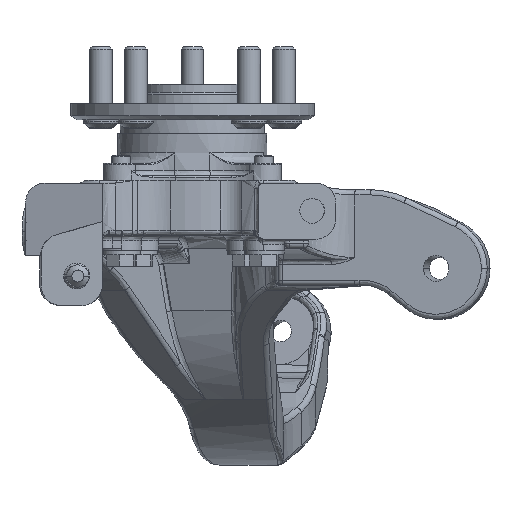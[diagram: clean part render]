
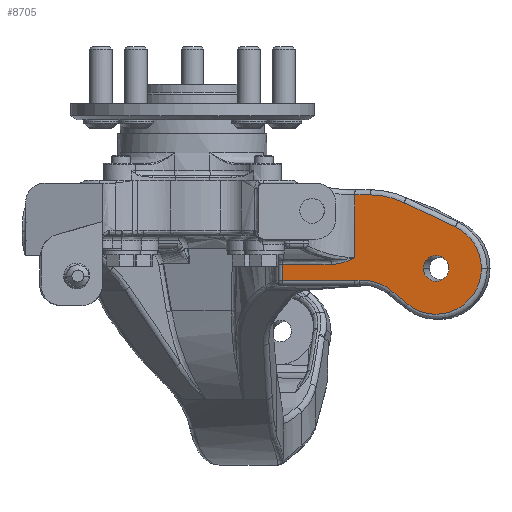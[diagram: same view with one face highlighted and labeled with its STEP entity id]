
A CAD part, front view. The second image highlights one B-rep face of the part: STEP entity #8705.
In plain terms, the highlighted free-form (B-spline) face has degree [1, 1] with [2, 2] control points.
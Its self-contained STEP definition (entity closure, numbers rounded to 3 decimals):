
#1379 = VERTEX_POINT('',#1380);
#1380 = CARTESIAN_POINT('',(113.753,30.818,
    -62.991));
#1394 = VERTEX_POINT('',#1395);
#1395 = CARTESIAN_POINT('',(123.432,29.349,
    -70.876));
#1401 = EDGE_CURVE('',#1379,#1394,#1402,.T.);
#1402 = B_SPLINE_CURVE_WITH_KNOTS('',1,(#1403,#1404),.UNSPECIFIED.,.F.,
  .F.,(2,2),(-67.789,-54.118),.PIECEWISE_BEZIER_KNOTS.);
#1403 = CARTESIAN_POINT('',(113.753,30.818,
    -62.991));
#1404 = CARTESIAN_POINT('',(123.432,29.349,
    -70.876));
#1427 = VERTEX_POINT('',#1428);
#1428 = CARTESIAN_POINT('',(165.702,22.934,
    -50.414));
#1434 = EDGE_CURVE('',#1394,#1427,#1435,.T.);
#1435 = ( BOUNDED_CURVE() B_SPLINE_CURVE(2,(#1436,#1437,#1438),
.UNSPECIFIED.,.F.,.F.) B_SPLINE_CURVE_WITH_KNOTS((3,3),(4.034,
6.283),.PIECEWISE_BEZIER_KNOTS.) CURVE() 
GEOMETRIC_REPRESENTATION_ITEM() RATIONAL_B_SPLINE_CURVE((1.,
0.432,1.)) REPRESENTATION_ITEM('') );
#1436 = CARTESIAN_POINT('',(123.432,29.349,
    -70.876));
#1437 = CARTESIAN_POINT('',(165.702,22.934,
    -105.311));
#1438 = CARTESIAN_POINT('',(165.702,22.934,
    -50.414));
#1538 = VERTEX_POINT('',#1539);
#1539 = CARTESIAN_POINT('',(132.419,27.985,
    -50.414));
#1544 = EDGE_CURVE('',#1545,#1538,#1547,.T.);
#1545 = VERTEX_POINT('',#1546);
#1546 = CARTESIAN_POINT('',(147.032,25.767,
    -50.414));
#1547 = ( BOUNDED_CURVE() B_SPLINE_CURVE(2,(#1548,#1549,#1550,#1551,
#1552),.UNSPECIFIED.,.F.,.F.) B_SPLINE_CURVE_WITH_KNOTS((3,2,3),(0.,
1.571,3.142),.PIECEWISE_BEZIER_KNOTS.) CURVE() 
GEOMETRIC_REPRESENTATION_ITEM() RATIONAL_B_SPLINE_CURVE((1.,
0.707,1.,0.707,1.)) REPRESENTATION_ITEM('') );
#1548 = CARTESIAN_POINT('',(147.032,25.767,
    -50.414));
#1549 = CARTESIAN_POINT('',(147.032,25.767,
    -43.023));
#1550 = CARTESIAN_POINT('',(139.726,26.876,
    -43.023));
#1551 = CARTESIAN_POINT('',(132.419,27.985,
    -43.023));
#1552 = CARTESIAN_POINT('',(132.419,27.985,
    -50.414));
#8614 = VERTEX_POINT('',#8615);
#8615 = CARTESIAN_POINT('',(93.099,33.952,
    -8.261));
#8622 = EDGE_CURVE('',#8623,#8614,#8625,.T.);
#8623 = VERTEX_POINT('',#8624);
#8624 = CARTESIAN_POINT('',(93.099,33.952,
    -44.18));
#8625 = B_SPLINE_CURVE_WITH_KNOTS('',1,(#8626,#8627),.UNSPECIFIED.,.F.,
  .F.,(2,2),(156.737,195.803),.PIECEWISE_BEZIER_KNOTS.);
#8626 = CARTESIAN_POINT('',(93.099,33.952,
    -44.18));
#8627 = CARTESIAN_POINT('',(93.099,33.952,
    -8.261));
#8705 = ADVANCED_FACE('',(#8706,#8793),#8804,.T.);
#8706 = FACE_BOUND('',#8707,.T.);
#8707 = EDGE_LOOP('',(#8708,#8709,#8726,#8735,#8742,#8749,#8756,#8762,
    #8763,#8764,#8772,#8779,#8788));
#8708 = ORIENTED_EDGE('',*,*,#8622,.F.);
#8709 = ORIENTED_EDGE('',*,*,#8710,.T.);
#8710 = EDGE_CURVE('',#8623,#8711,#8713,.T.);
#8711 = VERTEX_POINT('',#8712);
#8712 = CARTESIAN_POINT('',(79.539,36.01,
    -48.041));
#8713 = B_SPLINE_CURVE_WITH_KNOTS('',3,(#8714,#8715,#8716,#8717,#8718,
    #8719,#8720,#8721,#8722,#8723,#8724,#8725),.UNSPECIFIED.,.F.,.F.,(4,
    2,2,2,2,4),(0.,0.004,
    0.006,0.008,0.012,
    0.016),.UNSPECIFIED.);
#8714 = CARTESIAN_POINT('',(93.099,33.952,
    -44.18));
#8715 = CARTESIAN_POINT('',(92.043,34.113,
    -44.734));
#8716 = CARTESIAN_POINT('',(90.968,34.276,
    -45.253));
#8717 = CARTESIAN_POINT('',(89.324,34.525,
    -45.951));
#8718 = CARTESIAN_POINT('',(88.771,34.609,
    -46.17));
#8719 = CARTESIAN_POINT('',(87.653,34.779,
    -46.578));
#8720 = CARTESIAN_POINT('',(87.087,34.865,
    -46.767));
#8721 = CARTESIAN_POINT('',(85.383,35.123,
    -47.281));
#8722 = CARTESIAN_POINT('',(84.235,35.297,
    -47.553));
#8723 = CARTESIAN_POINT('',(81.91,35.65,
    -47.932));
#8724 = CARTESIAN_POINT('',(80.734,35.829,
    -48.039));
#8725 = CARTESIAN_POINT('',(79.539,36.01,
    -48.041));
#8726 = ORIENTED_EDGE('',*,*,#8727,.T.);
#8727 = EDGE_CURVE('',#8711,#8728,#8730,.T.);
#8728 = VERTEX_POINT('',#8729);
#8729 = CARTESIAN_POINT('',(51.582,40.253,
    -48.098));
#8730 = ( BOUNDED_CURVE() B_SPLINE_CURVE(3,(#8731,#8732,#8733,#8734),
.UNSPECIFIED.,.F.,.F.) B_SPLINE_CURVE_WITH_KNOTS((4,4),(5.099,
5.101),.PIECEWISE_BEZIER_KNOTS.) CURVE() 
GEOMETRIC_REPRESENTATION_ITEM() RATIONAL_B_SPLINE_CURVE((1.,
1.,1.,1.)) REPRESENTATION_ITEM('') );
#8731 = CARTESIAN_POINT('',(79.539,36.01,
    -48.041));
#8732 = CARTESIAN_POINT('',(70.217,37.425,
    -48.06));
#8733 = CARTESIAN_POINT('',(60.898,38.839,
    -48.079));
#8734 = CARTESIAN_POINT('',(51.582,40.253,
    -48.098));
#8735 = ORIENTED_EDGE('',*,*,#8736,.T.);
#8736 = EDGE_CURVE('',#8728,#8737,#8739,.T.);
#8737 = VERTEX_POINT('',#8738);
#8738 = CARTESIAN_POINT('',(51.582,40.253,
    -57.442));
#8739 = B_SPLINE_CURVE_WITH_KNOTS('',1,(#8740,#8741),.UNSPECIFIED.,.F.,
  .F.,(2,2),(-13.337,-3.175),.PIECEWISE_BEZIER_KNOTS.);
#8740 = CARTESIAN_POINT('',(51.582,40.253,
    -48.098));
#8741 = CARTESIAN_POINT('',(51.582,40.253,
    -57.442));
#8742 = ORIENTED_EDGE('',*,*,#8743,.T.);
#8743 = EDGE_CURVE('',#8737,#8744,#8746,.T.);
#8744 = VERTEX_POINT('',#8745);
#8745 = CARTESIAN_POINT('',(92.992,33.969,
    -57.442));
#8746 = B_SPLINE_CURVE_WITH_KNOTS('',1,(#8747,#8748),.UNSPECIFIED.,.F.,
  .F.,(2,2),(-45.67,-0.117),.PIECEWISE_BEZIER_KNOTS.);
#8747 = CARTESIAN_POINT('',(51.582,40.253,
    -57.442));
#8748 = CARTESIAN_POINT('',(92.992,33.969,
    -57.442));
#8749 = ORIENTED_EDGE('',*,*,#8750,.T.);
#8750 = EDGE_CURVE('',#8744,#8751,#8753,.T.);
#8751 = VERTEX_POINT('',#8752);
#8752 = CARTESIAN_POINT('',(95.541,33.582,
    -57.251));
#8753 = B_SPLINE_CURVE_WITH_KNOTS('',1,(#8754,#8755),.UNSPECIFIED.,.F.,
  .F.,(2,2),(10.393,13.205),.PIECEWISE_BEZIER_KNOTS.);
#8754 = CARTESIAN_POINT('',(92.992,33.969,
    -57.442));
#8755 = CARTESIAN_POINT('',(95.541,33.582,
    -57.251));
#8756 = ORIENTED_EDGE('',*,*,#8757,.T.);
#8757 = EDGE_CURVE('',#8751,#1379,#8758,.T.);
#8758 = ( BOUNDED_CURVE() B_SPLINE_CURVE(2,(#8759,#8760,#8761),
.UNSPECIFIED.,.F.,.F.) B_SPLINE_CURVE_WITH_KNOTS((3,3),(4.638,
5.39),.PIECEWISE_BEZIER_KNOTS.) CURVE() 
GEOMETRIC_REPRESENTATION_ITEM() RATIONAL_B_SPLINE_CURVE((1.,
0.93,1.)) REPRESENTATION_ITEM('') );
#8759 = CARTESIAN_POINT('',(95.541,33.582,
    -57.251));
#8760 = CARTESIAN_POINT('',(105.767,32.03,
    -56.485));
#8761 = CARTESIAN_POINT('',(113.753,30.818,
    -62.991));
#8762 = ORIENTED_EDGE('',*,*,#1401,.T.);
#8763 = ORIENTED_EDGE('',*,*,#1434,.T.);
#8764 = ORIENTED_EDGE('',*,*,#8765,.T.);
#8765 = EDGE_CURVE('',#1427,#8766,#8768,.T.);
#8766 = VERTEX_POINT('',#8767);
#8767 = CARTESIAN_POINT('',(150.743,25.204,
    -26.621));
#8768 = ( BOUNDED_CURVE() B_SPLINE_CURVE(2,(#8769,#8770,#8771),
.UNSPECIFIED.,.F.,.F.) B_SPLINE_CURVE_WITH_KNOTS((3,3),(0.,
1.133),.PIECEWISE_BEZIER_KNOTS.) CURVE() 
GEOMETRIC_REPRESENTATION_ITEM() RATIONAL_B_SPLINE_CURVE((1.,
0.844,1.)) REPRESENTATION_ITEM('') );
#8769 = CARTESIAN_POINT('',(165.702,22.934,
    -50.414));
#8770 = CARTESIAN_POINT('',(165.702,22.934,
    -33.707));
#8771 = CARTESIAN_POINT('',(150.743,25.204,
    -26.621));
#8772 = ORIENTED_EDGE('',*,*,#8773,.T.);
#8773 = EDGE_CURVE('',#8766,#8774,#8776,.T.);
#8774 = VERTEX_POINT('',#8775);
#8775 = CARTESIAN_POINT('',(121.258,29.679,
    -12.652));
#8776 = B_SPLINE_CURVE_WITH_KNOTS('',1,(#8777,#8778),.UNSPECIFIED.,.F.,
  .F.,(2,2),(17.155,52.972),.PIECEWISE_BEZIER_KNOTS.);
#8777 = CARTESIAN_POINT('',(150.743,25.204,
    -26.621));
#8778 = CARTESIAN_POINT('',(121.258,29.679,
    -12.652));
#8779 = ORIENTED_EDGE('',*,*,#8780,.T.);
#8780 = EDGE_CURVE('',#8774,#8781,#8783,.T.);
#8781 = VERTEX_POINT('',#8782);
#8782 = CARTESIAN_POINT('',(102.168,32.576,
    -8.261));
#8783 = ( BOUNDED_CURVE() B_SPLINE_CURVE(3,(#8784,#8785,#8786,#8787),
.UNSPECIFIED.,.F.,.F.) B_SPLINE_CURVE_WITH_KNOTS((4,4),(1.571,
2.089),.PIECEWISE_BEZIER_KNOTS.) CURVE() 
GEOMETRIC_REPRESENTATION_ITEM() RATIONAL_B_SPLINE_CURVE((1.,
0.978,0.978,1.)) REPRESENTATION_ITEM('') );
#8784 = CARTESIAN_POINT('',(121.258,29.679,
    -12.652));
#8785 = CARTESIAN_POINT('',(115.148,30.606,
    -9.758));
#8786 = CARTESIAN_POINT('',(108.64,31.594,
    -8.261));
#8787 = CARTESIAN_POINT('',(102.168,32.576,
    -8.261));
#8788 = ORIENTED_EDGE('',*,*,#8789,.T.);
#8789 = EDGE_CURVE('',#8781,#8614,#8790,.T.);
#8790 = B_SPLINE_CURVE_WITH_KNOTS('',1,(#8791,#8792),.UNSPECIFIED.,.F.,
  .F.,(2,2),(-9.976,0.),
  .PIECEWISE_BEZIER_KNOTS.);
#8791 = CARTESIAN_POINT('',(102.168,32.576,
    -8.261));
#8792 = CARTESIAN_POINT('',(93.099,33.952,
    -8.261));
#8793 = FACE_BOUND('',#8794,.T.);
#8794 = EDGE_LOOP('',(#8795,#8803));
#8795 = ORIENTED_EDGE('',*,*,#8796,.F.);
#8796 = EDGE_CURVE('',#1538,#1545,#8797,.T.);
#8797 = ( BOUNDED_CURVE() B_SPLINE_CURVE(2,(#8798,#8799,#8800,#8801,
#8802),.UNSPECIFIED.,.F.,.F.) B_SPLINE_CURVE_WITH_KNOTS((3,2,3),(
    3.142,4.712,6.283),
.PIECEWISE_BEZIER_KNOTS.) CURVE() GEOMETRIC_REPRESENTATION_ITEM() 
RATIONAL_B_SPLINE_CURVE((1.,0.707,1.,0.707,1.)) 
REPRESENTATION_ITEM('') );
#8798 = CARTESIAN_POINT('',(132.419,27.985,
    -50.414));
#8799 = CARTESIAN_POINT('',(132.419,27.985,
    -57.804));
#8800 = CARTESIAN_POINT('',(139.726,26.876,
    -57.804));
#8801 = CARTESIAN_POINT('',(147.032,25.767,
    -57.804));
#8802 = CARTESIAN_POINT('',(147.032,25.767,
    -50.414));
#8803 = ORIENTED_EDGE('',*,*,#1544,.F.);
#8804 = B_SPLINE_SURFACE_WITH_KNOTS('',1,1,(
    (#8805,#8806)
    ,(#8807,#8808
    )),.UNSPECIFIED.,.F.,.F.,.F.,(2,2),(2,2),(-45.67,
    79.867),(121.383,195.803),
  .PIECEWISE_BEZIER_KNOTS.);
#8805 = CARTESIAN_POINT('',(51.582,40.253,
    -76.687));
#8806 = CARTESIAN_POINT('',(51.582,40.253,
    -8.261));
#8807 = CARTESIAN_POINT('',(165.702,22.934,
    -76.687));
#8808 = CARTESIAN_POINT('',(165.702,22.934,
    -8.261));
